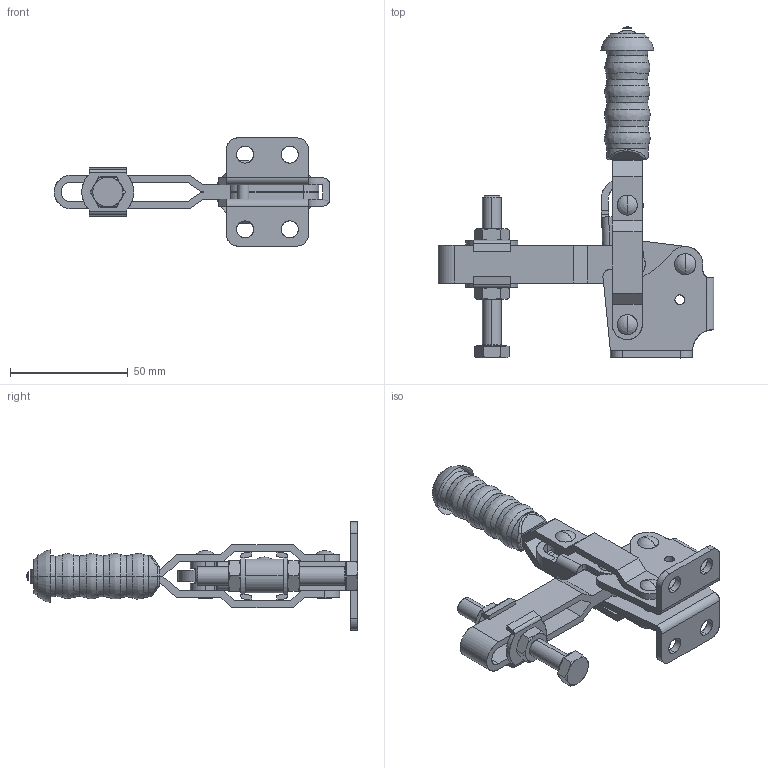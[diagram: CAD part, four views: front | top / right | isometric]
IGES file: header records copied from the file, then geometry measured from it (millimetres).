
Start section: SolidWorks IGES file using analytic representation for surfaces
Global section: file name: GH-12130-SS.IGS,   15; native system: HSolidWorks 2008; preprocessor: SolidWorks 2008; author: D2; date: 120611.105809; units: millimetre
Bounding box: 117.19 x 141 x 46 mm (x, y, z)
Surface area: 43544.2 mm2 (no closed solid volume)
Topology: 0 solids, 0 shells, 432 faces, 5945 edges, 5931 vertices
Faces by surface type: bspline 231, revolution 201
